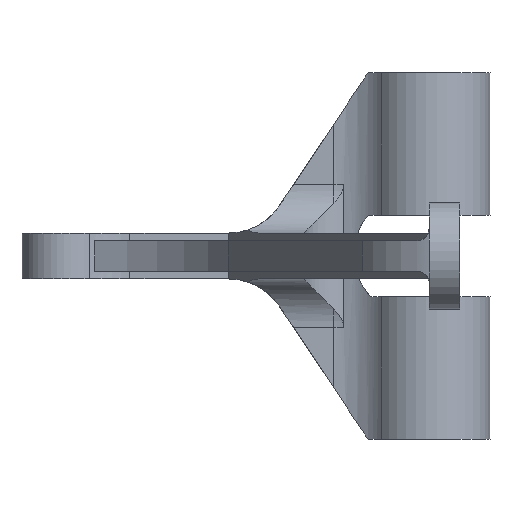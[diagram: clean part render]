
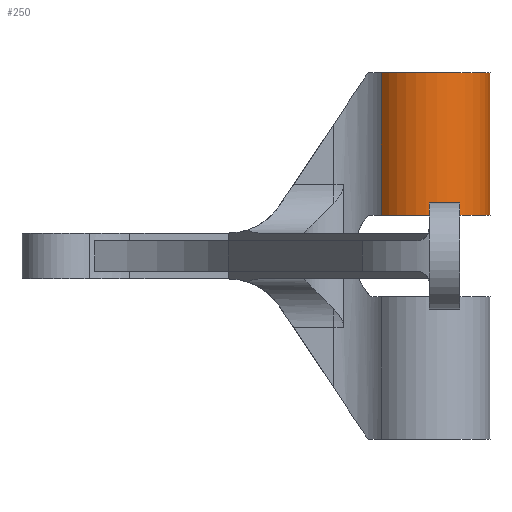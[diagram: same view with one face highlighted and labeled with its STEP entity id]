
A CAD part, front view. The second image highlights one B-rep face of the part: STEP entity #250.
In plain terms, the highlighted cylindrical face has radius 6.35 mm (diameter 12.7 mm), a partial arc.
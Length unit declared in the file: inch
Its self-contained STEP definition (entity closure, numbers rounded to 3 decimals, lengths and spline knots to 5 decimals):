
#100=CYLINDRICAL_SURFACE('',#1233,0.25);
#181=CIRCLE('',#1214,0.25);
#185=CIRCLE('',#1219,0.25);
#250=ADVANCED_FACE('',(#326),#100,.T.);
#326=FACE_OUTER_BOUND('',#386,.T.);
#386=EDGE_LOOP('',(#534,#535,#536,#537));
#534=ORIENTED_EDGE('',*,*,#930,.T.);
#535=ORIENTED_EDGE('',*,*,#947,.T.);
#536=ORIENTED_EDGE('',*,*,#935,.F.);
#537=ORIENTED_EDGE('',*,*,#948,.T.);
#811=VERTEX_POINT('',#1781);
#812=VERTEX_POINT('',#1782);
#815=VERTEX_POINT('',#1790);
#816=VERTEX_POINT('',#1792);
#930=EDGE_CURVE('',#811,#812,#181,.T.);
#935=EDGE_CURVE('',#815,#816,#185,.T.);
#947=EDGE_CURVE('',#812,#816,#1060,.T.);
#948=EDGE_CURVE('',#815,#811,#1061,.T.);
#1060=LINE('',#1816,#1135);
#1061=LINE('',#1817,#1136);
#1135=VECTOR('',#1469,1.);
#1136=VECTOR('',#1470,1.);
#1214=AXIS2_PLACEMENT_3D('',#1780,#1429,#1430);
#1219=AXIS2_PLACEMENT_3D('',#1791,#1440,#1441);
#1233=AXIS2_PLACEMENT_3D('',#1818,#1471,#1472);
#1429=DIRECTION('',(0.,0.,1.));
#1430=DIRECTION('',(1.,0.,0.));
#1440=DIRECTION('',(0.,0.,1.));
#1441=DIRECTION('',(1.,0.,0.));
#1469=DIRECTION('',(0.,0.,1.));
#1470=DIRECTION('',(0.,0.,-1.));
#1471=DIRECTION('',(0.,0.,-1.));
#1472=DIRECTION('',(-1.,0.,0.));
#1780=CARTESIAN_POINT('',(0.,0.,0.16667));
#1781=CARTESIAN_POINT('',(-0.19516,-0.15625,0.16667));
#1782=CARTESIAN_POINT('',(-0.19516,0.15625,0.16667));
#1790=CARTESIAN_POINT('',(-0.19516,-0.15625,0.75));
#1791=CARTESIAN_POINT('',(0.,0.,0.75));
#1792=CARTESIAN_POINT('',(-0.19516,0.15625,0.75));
#1816=CARTESIAN_POINT('',(-0.19516,0.15625,0.75));
#1817=CARTESIAN_POINT('',(-0.19516,-0.15625,0.75));
#1818=CARTESIAN_POINT('',(0.,0.,0.75));
